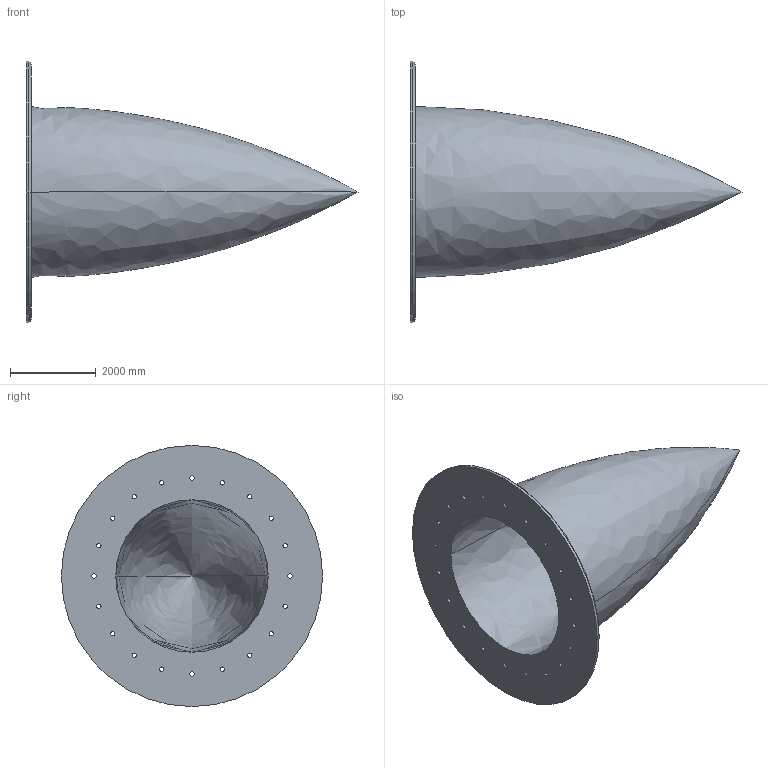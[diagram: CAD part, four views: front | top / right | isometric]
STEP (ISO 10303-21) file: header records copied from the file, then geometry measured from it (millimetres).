
FILE_DESCRIPTION((''),'2;1');
FILE_NAME('END_CONE','2025-12-19T09:18:49',('H576696'),('Honeywell International Inc.'),'CREO PARAMETRIC BY PTC INC, 2023134','CREO PARAMETRIC BY PTC INC, 2023134','');
FILE_SCHEMA(('AUTOMOTIVE_DESIGN { 1 0 10303 214 1 1 1 1 }'));
Length unit declared in the file: inch
Products named in the file (1): END_CONE
Bounding box: 7747 x 6096 x 6096 mm (x, y, z)
Volume: 15592539948.1 mm3; surface area: 161290433.5 mm2
Topology: 1 solids, 1 shells, 50 faces, 142 edges, 92 vertices
Faces by surface type: cylinder 42, bspline 4, cone 2, plane 2
Entity records: 2767 total; most frequent: CARTESIAN_POINT 391, DIRECTION 326, ORIENTED_EDGE 276, PRESENTATION_STYLE_ASSIGNMENT 189, STYLED_ITEM 189, AXIS2_PLACEMENT_3D 141, CURVE_STYLE 138, EDGE_CURVE 138
